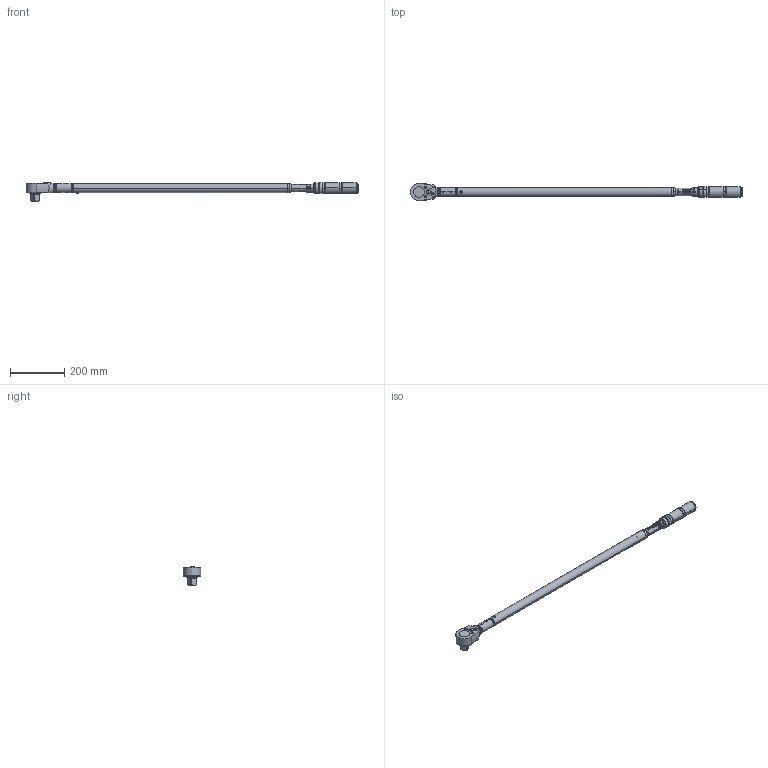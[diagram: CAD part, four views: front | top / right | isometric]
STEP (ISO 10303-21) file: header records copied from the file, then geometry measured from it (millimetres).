
FILE_DESCRIPTION((''),'2;1');
FILE_NAME('ATLAS_COPCO_1_200-0001_ASM','2020-11-30T19:45:31',('INEVDh'),(''),'CREO PARAMETRIC BY PTC INC, 2018100','CREO PARAMETRIC BY PTC INC, 2018100','');
FILE_SCHEMA(('CONFIG_CONTROL_DESIGN'));
Products named in the file (19): CP1000_X2_94357BA1_X0_; _X2_902363A5687F_X0_; D_X2_982D_X0___X2_7121_X0_PUSH_; _X2_64A57247_X0_; BS_EN_ISO_7046-2_H_M4X35_-_8_8_; _X2_846B860684CB_X0_; _X2_56FA5B9A92B7_X0_; CNS_9076_7; _X2_81A0628A94357BA1_X0_; _X2_63E1628A_X0_; CP1000_X2_626D529B672C9AD4_X0_; O-RING; CNS_4558_-_M5_X_0_8_X_12; _X2_652F649063D292B7_X0_; _X2_8ABF657484CB_X0_; _X2_62C974B0_X0_; _X2_526F523B5EA6_X0_; CP1000_X2_7D4454085716_X0__ASM; ATLAS_COPCO_1_200-0001_ASM
Assembly tree (20 placements, depth 3):
  ATLAS_COPCO_1_200-0001_ASM
    CP1000_X2_7D4454085716_X0__ASM
      CP1000_X2_94357BA1_X0_
      _X2_902363A5687F_X0_
      D_X2_982D_X0___X2_7121_X0_PUSH_
      _X2_64A57247_X0_
      BS_EN_ISO_7046-2_H_M4X35_-_8_8_  x2
      _X2_846B860684CB_X0_
      _X2_56FA5B9A92B7_X0_
      CNS_9076_7
      _X2_81A0628A94357BA1_X0_
      _X2_63E1628A_X0_
      CP1000_X2_626D529B672C9AD4_X0_
      O-RING
      CNS_4558_-_M5_X_0_8_X_12  x2
      _X2_652F649063D292B7_X0_
      _X2_8ABF657484CB_X0_
      _X2_62C974B0_X0_
      _X2_526F523B5EA6_X0_
Bounding box: 1223.6 x 66.33 x 70.08 mm (x, y, z)
Volume: 1440485.8 mm3; surface area: 276044.2 mm2
Topology: 19 solids, 20 shells, 4715 faces, 13029 edges, 8663 vertices
Faces by surface type: bspline 2061, plane 1581, cylinder 477, extrusion 298, cone 176, torus 119, sphere 3
Entity records: 515830 total; most frequent: CARTESIAN_POINT 410780, ORIENTED_EDGE 25740, DIRECTION 14735, EDGE_CURVE 12884, VERTEX_POINT 8598, B_SPLINE_CURVE_WITH_KNOTS 5665, VECTOR 5625, LINE 5327
